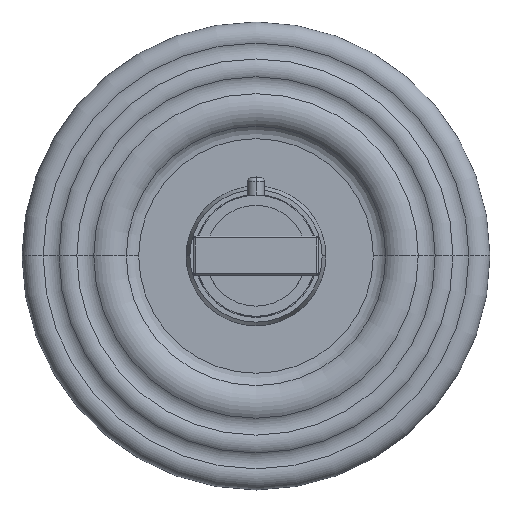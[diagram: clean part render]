
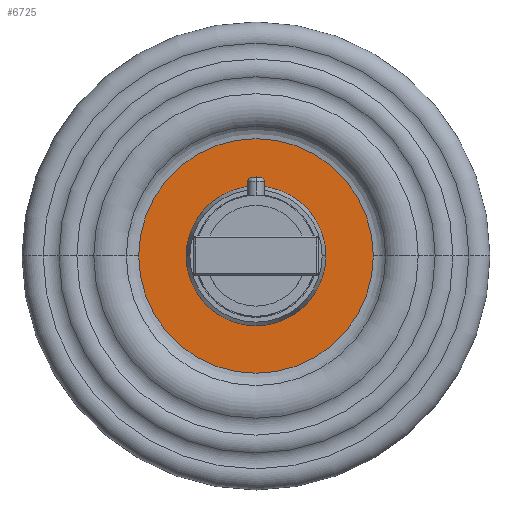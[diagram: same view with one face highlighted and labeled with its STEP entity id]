
A CAD part, top view. The second image highlights one B-rep face of the part: STEP entity #6725.
In plain terms, the highlighted planar face has unit normal (0, 0, 1).
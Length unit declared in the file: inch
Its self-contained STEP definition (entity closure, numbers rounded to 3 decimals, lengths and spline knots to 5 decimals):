
#120=CARTESIAN_POINT('',(0.,0.,0.31244));
#121=DIRECTION('',(0.,0.,-1.));
#122=DIRECTION('',(1.,0.,0.));
#123=AXIS2_PLACEMENT_3D('',#120,#121,#122);
#130=CARTESIAN_POINT('',(0.,0.,0.31244));
#131=DIRECTION('',(0.,0.,-1.));
#132=DIRECTION('',(-1.,0.,0.));
#133=AXIS2_PLACEMENT_3D('',#130,#131,#132);
#135=CARTESIAN_POINT('',(0.,0.,0.31244));
#136=DIRECTION('',(0.,0.,-1.));
#137=DIRECTION('',(1.,0.,0.));
#138=AXIS2_PLACEMENT_3D('',#135,#136,#137);
#140=CARTESIAN_POINT('',(0.,0.,0.31244));
#141=DIRECTION('',(0.,0.,1.));
#142=DIRECTION('',(1.,0.,0.));
#143=AXIS2_PLACEMENT_3D('',#140,#141,#142);
#5468=CARTESIAN_POINT('',(1.87952,0.,0.31244));
#5469=CARTESIAN_POINT('',(-1.87952,0.,0.31244));
#5470=VERTEX_POINT('',#5468);
#5471=VERTEX_POINT('',#5469);
#5476=CARTESIAN_POINT('',(-1.12,0.,0.31244));
#5477=CARTESIAN_POINT('',(1.12,0.,0.31244));
#5478=VERTEX_POINT('',#5476);
#5479=VERTEX_POINT('',#5477);
#6709=CARTESIAN_POINT('',(0.,0.,0.31244));
#6710=DIRECTION('',(0.,0.,-1.));
#6711=DIRECTION('',(-1.,0.,0.));
#6712=AXIS2_PLACEMENT_3D('',#6709,#6710,#6711);
#6713=PLANE('',#6712);
#6714=ORIENTED_EDGE('',*,*,#6699,.T.);
#6716=ORIENTED_EDGE('',*,*,#6715,.F.);
#6717=EDGE_LOOP('',(#6714,#6716));
#6718=FACE_OUTER_BOUND('',#6717,.F.);
#6720=ORIENTED_EDGE('',*,*,#6719,.F.);
#6722=ORIENTED_EDGE('',*,*,#6721,.F.);
#6723=EDGE_LOOP('',(#6720,#6722));
#6724=FACE_BOUND('',#6723,.F.);
#6725=ADVANCED_FACE('',(#6718,#6724),#6713,.F.);
#124=CIRCLE('',#123,1.87952);
#134=CIRCLE('',#133,1.12);
#139=CIRCLE('',#138,1.12);
#144=CIRCLE('',#143,1.87952);
#6699=EDGE_CURVE('',#5470,#5471,#124,.T.);
#6715=EDGE_CURVE('',#5470,#5471,#144,.T.);
#6719=EDGE_CURVE('',#5478,#5479,#134,.T.);
#6721=EDGE_CURVE('',#5479,#5478,#139,.T.);
